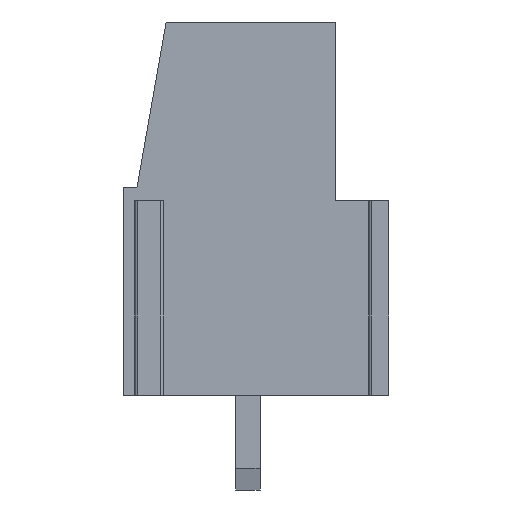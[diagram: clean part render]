
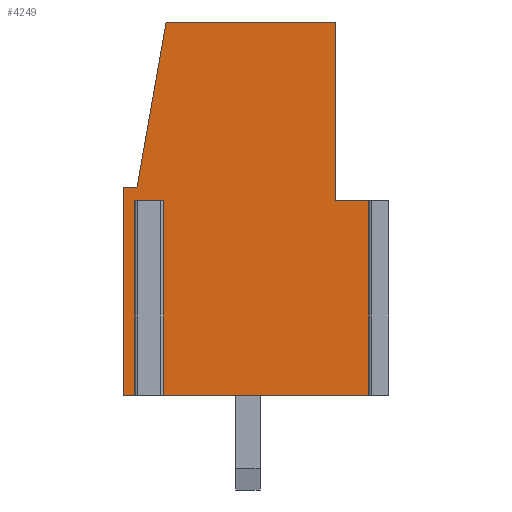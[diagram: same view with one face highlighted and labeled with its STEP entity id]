
A CAD part, left-side view. The second image highlights one B-rep face of the part: STEP entity #4249.
In plain terms, the highlighted planar face has unit normal (-1, 0, 0).
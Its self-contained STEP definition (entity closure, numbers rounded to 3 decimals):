
#3459=CARTESIAN_POINT('',(-2.5,-0.696,7.2));
#3460=VERTEX_POINT('',#3459);
#3467=CARTESIAN_POINT('',(-2.5,-0.696,0.));
#3468=VERTEX_POINT('',#3467);
#3469=CARTESIAN_POINT('',(-2.5,-0.696,0.));
#3470=DIRECTION('',(0.,0.,1.));
#3471=VECTOR('',#3470,7.2);
#3472=LINE('',#3469,#3471);
#3473=EDGE_CURVE('',#3468,#3460,#3472,.T.);
#3537=CARTESIAN_POINT('',(-2.5,-1.204,7.2));
#3538=VERTEX_POINT('',#3537);
#3539=CARTESIAN_POINT('',(-2.5,-1.204,7.2));
#3540=DIRECTION('',(0.,1.,0.));
#3541=VECTOR('',#3540,0.507);
#3542=LINE('',#3539,#3541);
#3543=EDGE_CURVE('',#3538,#3460,#3542,.T.);
#3579=CARTESIAN_POINT('',(-2.5,-7.85,7.2));
#3580=VERTEX_POINT('',#3579);
#3595=CARTESIAN_POINT('',(-2.5,-7.85,13.8));
#3596=VERTEX_POINT('',#3595);
#3603=CARTESIAN_POINT('',(-2.5,-7.85,7.2));
#3604=DIRECTION('',(0.,0.,1.));
#3605=VECTOR('',#3604,6.6);
#3606=LINE('',#3603,#3605);
#3607=EDGE_CURVE('',#3580,#3596,#3606,.T.);
#3873=CARTESIAN_POINT('',(-2.5,-1.576,13.8));
#3874=VERTEX_POINT('',#3873);
#3881=CARTESIAN_POINT('',(-2.5,-7.85,13.8));
#3882=DIRECTION('',(0.,1.,0.));
#3883=VECTOR('',#3882,6.274);
#3884=LINE('',#3881,#3883);
#3885=EDGE_CURVE('',#3596,#3874,#3884,.T.);
#4106=CARTESIAN_POINT('',(-2.5,-9.346,7.2));
#4107=VERTEX_POINT('',#4106);
#4108=CARTESIAN_POINT('',(-2.5,-9.346,7.2));
#4109=DIRECTION('',(0.,1.,0.));
#4110=VECTOR('',#4109,1.496);
#4111=LINE('',#4108,#4110);
#4112=EDGE_CURVE('',#4107,#3580,#4111,.T.);
#4166=CARTESIAN_POINT('',(-2.5,-1.204,0.));
#4167=VERTEX_POINT('',#4166);
#4176=CARTESIAN_POINT('',(-2.5,-1.204,7.2));
#4177=DIRECTION('',(0.,0.,-1.));
#4178=VECTOR('',#4177,7.2);
#4179=LINE('',#4176,#4178);
#4180=EDGE_CURVE('',#3538,#4167,#4179,.T.);
#4192=CARTESIAN_POINT('',(-2.5,0.,0.));
#4193=DIRECTION('',(-1.,0.,0.));
#4194=DIRECTION('',(0.,0.,1.));
#4195=AXIS2_PLACEMENT_3D('',#4192,#4193,#4194);
#4196=PLANE('',#4195);
#4197=CARTESIAN_POINT('',(-2.5,-0.5,7.7));
#4198=VERTEX_POINT('',#4197);
#4199=CARTESIAN_POINT('',(-2.5,-1.576,13.8));
#4200=DIRECTION('',(0.,0.174,-0.985));
#4201=VECTOR('',#4200,6.194);
#4202=LINE('',#4199,#4201);
#4203=EDGE_CURVE('',#3874,#4198,#4202,.T.);
#4204=ORIENTED_EDGE('',*,*,#4203,.T.);
#4205=CARTESIAN_POINT('',(-2.5,0.,7.7));
#4206=VERTEX_POINT('',#4205);
#4207=CARTESIAN_POINT('',(-2.5,-0.5,7.7));
#4208=DIRECTION('',(0.,1.,0.));
#4209=VECTOR('',#4208,0.5);
#4210=LINE('',#4207,#4209);
#4211=EDGE_CURVE('',#4198,#4206,#4210,.T.);
#4212=ORIENTED_EDGE('',*,*,#4211,.T.);
#4213=CARTESIAN_POINT('',(-2.5,0.,0.));
#4214=VERTEX_POINT('',#4213);
#4215=CARTESIAN_POINT('',(-2.5,0.,7.7));
#4216=DIRECTION('',(0.,0.,-1.));
#4217=VECTOR('',#4216,7.7);
#4218=LINE('',#4215,#4217);
#4219=EDGE_CURVE('',#4206,#4214,#4218,.T.);
#4220=ORIENTED_EDGE('',*,*,#4219,.T.);
#4221=CARTESIAN_POINT('',(-2.5,0.,0.));
#4222=DIRECTION('',(0.,-1.,0.));
#4223=VECTOR('',#4222,0.696);
#4224=LINE('',#4221,#4223);
#4225=EDGE_CURVE('',#4214,#3468,#4224,.T.);
#4226=ORIENTED_EDGE('',*,*,#4225,.T.);
#4227=ORIENTED_EDGE('',*,*,#3473,.T.);
#4228=ORIENTED_EDGE('',*,*,#3543,.F.);
#4229=ORIENTED_EDGE('',*,*,#4180,.T.);
#4230=CARTESIAN_POINT('',(-2.5,-9.346,0.));
#4231=VERTEX_POINT('',#4230);
#4232=CARTESIAN_POINT('',(-2.5,-1.204,0.));
#4233=DIRECTION('',(0.,-1.,0.));
#4234=VECTOR('',#4233,8.143);
#4235=LINE('',#4232,#4234);
#4236=EDGE_CURVE('',#4167,#4231,#4235,.T.);
#4237=ORIENTED_EDGE('',*,*,#4236,.T.);
#4238=CARTESIAN_POINT('',(-2.5,-9.346,0.));
#4239=DIRECTION('',(0.,0.,1.));
#4240=VECTOR('',#4239,7.2);
#4241=LINE('',#4238,#4240);
#4242=EDGE_CURVE('',#4231,#4107,#4241,.T.);
#4243=ORIENTED_EDGE('',*,*,#4242,.T.);
#4244=ORIENTED_EDGE('',*,*,#4112,.T.);
#4245=ORIENTED_EDGE('',*,*,#3607,.T.);
#4246=ORIENTED_EDGE('',*,*,#3885,.T.);
#4247=EDGE_LOOP('',(#4204,#4212,#4220,#4226,#4227,#4228,#4229,#4237,#4243,#4244,#4245,#4246));
#4248=FACE_BOUND('',#4247,.T.);
#4249=ADVANCED_FACE('F0',(#4248),#4196,.T.);
